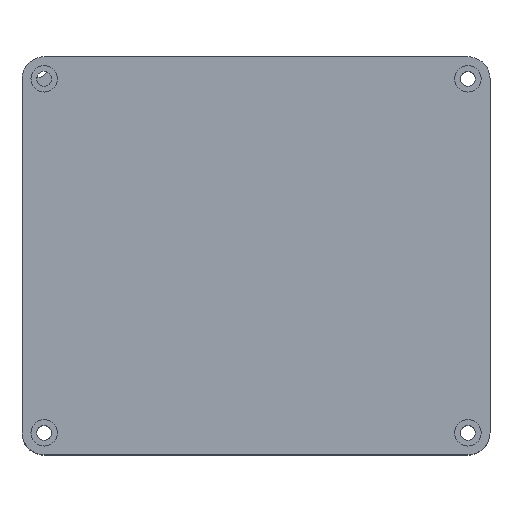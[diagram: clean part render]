
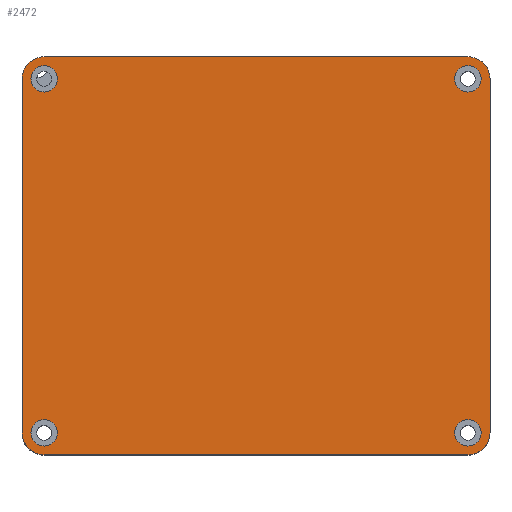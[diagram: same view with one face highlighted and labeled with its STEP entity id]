
A CAD part, front view. The second image highlights one B-rep face of the part: STEP entity #2472.
In plain terms, the highlighted planar face has unit normal (0, -1, 0).
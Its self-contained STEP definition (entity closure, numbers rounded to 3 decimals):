
#35=FACE_BOUND('',#304,.T.);
#36=FACE_BOUND('',#305,.T.);
#37=FACE_BOUND('',#306,.T.);
#38=FACE_BOUND('',#307,.T.);
#86=PLANE('',#2651);
#168=FACE_OUTER_BOUND('',#303,.T.);
#303=EDGE_LOOP('',(#1776,#1777,#1778,#1779,#1780,#1781,#1782,#1783));
#304=EDGE_LOOP('',(#1784));
#305=EDGE_LOOP('',(#1785));
#306=EDGE_LOOP('',(#1786));
#307=EDGE_LOOP('',(#1787));
#455=LINE('',#3623,#704);
#472=LINE('',#3672,#721);
#475=LINE('',#3681,#724);
#494=LINE('',#3737,#743);
#704=VECTOR('',#2874,10.);
#721=VECTOR('',#2913,10.);
#724=VECTOR('',#2922,10.);
#743=VECTOR('',#2987,10.);
#950=CIRCLE('',#2612,5.);
#958=CIRCLE('',#2623,5.);
#959=CIRCLE('',#2626,5.);
#960=CIRCLE('',#2629,5.);
#962=CIRCLE('',#2639,3.);
#964=CIRCLE('',#2642,3.);
#966=CIRCLE('',#2645,3.);
#968=CIRCLE('',#2648,3.);
#1065=VERTEX_POINT('',#3613);
#1066=VERTEX_POINT('',#3615);
#1068=VERTEX_POINT('',#3621);
#1086=VERTEX_POINT('',#3661);
#1089=VERTEX_POINT('',#3670);
#1090=VERTEX_POINT('',#3674);
#1091=VERTEX_POINT('',#3676);
#1092=VERTEX_POINT('',#3680);
#1100=VERTEX_POINT('',#3714);
#1102=VERTEX_POINT('',#3720);
#1104=VERTEX_POINT('',#3726);
#1106=VERTEX_POINT('',#3732);
#1307=EDGE_CURVE('',#1065,#1066,#950,.T.);
#1311=EDGE_CURVE('',#1068,#1065,#455,.T.);
#1331=EDGE_CURVE('',#1086,#1068,#958,.T.);
#1336=EDGE_CURVE('',#1089,#1086,#472,.T.);
#1338=EDGE_CURVE('',#1090,#1091,#959,.T.);
#1340=EDGE_CURVE('',#1091,#1092,#475,.T.);
#1342=EDGE_CURVE('',#1092,#1089,#960,.T.);
#1358=EDGE_CURVE('',#1100,#1100,#962,.T.);
#1361=EDGE_CURVE('',#1102,#1102,#964,.T.);
#1364=EDGE_CURVE('',#1104,#1104,#966,.T.);
#1367=EDGE_CURVE('',#1106,#1106,#968,.T.);
#1368=EDGE_CURVE('',#1066,#1090,#494,.T.);
#1776=ORIENTED_EDGE('',*,*,#1307,.F.);
#1777=ORIENTED_EDGE('',*,*,#1311,.F.);
#1778=ORIENTED_EDGE('',*,*,#1331,.F.);
#1779=ORIENTED_EDGE('',*,*,#1336,.F.);
#1780=ORIENTED_EDGE('',*,*,#1342,.F.);
#1781=ORIENTED_EDGE('',*,*,#1340,.F.);
#1782=ORIENTED_EDGE('',*,*,#1338,.F.);
#1783=ORIENTED_EDGE('',*,*,#1368,.F.);
#1784=ORIENTED_EDGE('',*,*,#1367,.F.);
#1785=ORIENTED_EDGE('',*,*,#1361,.F.);
#1786=ORIENTED_EDGE('',*,*,#1358,.F.);
#1787=ORIENTED_EDGE('',*,*,#1364,.F.);
#2472=ADVANCED_FACE('',(#168,#35,#36,#37,#38),#86,.F.);
#2612=AXIS2_PLACEMENT_3D('',#3616,#2867,#2868);
#2623=AXIS2_PLACEMENT_3D('',#3663,#2905,#2906);
#2626=AXIS2_PLACEMENT_3D('',#3677,#2917,#2918);
#2629=AXIS2_PLACEMENT_3D('',#3684,#2926,#2927);
#2639=AXIS2_PLACEMENT_3D('',#3716,#2960,#2961);
#2642=AXIS2_PLACEMENT_3D('',#3722,#2967,#2968);
#2645=AXIS2_PLACEMENT_3D('',#3728,#2974,#2975);
#2648=AXIS2_PLACEMENT_3D('',#3734,#2981,#2982);
#2651=AXIS2_PLACEMENT_3D('',#3738,#2988,#2989);
#2867=DIRECTION('center_axis',(0.,1.,0.));
#2868=DIRECTION('ref_axis',(0.707,0.,-0.707));
#2874=DIRECTION('',(0.,0.,-1.));
#2905=DIRECTION('center_axis',(0.,1.,0.));
#2906=DIRECTION('ref_axis',(0.707,0.,0.707));
#2913=DIRECTION('',(1.,0.,0.));
#2917=DIRECTION('center_axis',(0.,1.,0.));
#2918=DIRECTION('ref_axis',(-0.707,0.,-0.707));
#2922=DIRECTION('',(0.,0.,1.));
#2926=DIRECTION('center_axis',(0.,1.,0.));
#2927=DIRECTION('ref_axis',(-0.707,0.,0.707));
#2960=DIRECTION('center_axis',(0.,-1.,0.));
#2961=DIRECTION('ref_axis',(1.,0.,0.));
#2967=DIRECTION('center_axis',(0.,-1.,0.));
#2968=DIRECTION('ref_axis',(1.,0.,0.));
#2974=DIRECTION('center_axis',(0.,-1.,0.));
#2975=DIRECTION('ref_axis',(1.,0.,0.));
#2981=DIRECTION('center_axis',(0.,-1.,0.));
#2982=DIRECTION('ref_axis',(1.,0.,0.));
#2987=DIRECTION('',(-1.,0.,0.));
#2988=DIRECTION('center_axis',(0.,1.,0.));
#2989=DIRECTION('ref_axis',(1.,0.,0.));
#3613=CARTESIAN_POINT('',(59.5,0.,-53.5));
#3615=CARTESIAN_POINT('',(54.5,0.,-58.5));
#3616=CARTESIAN_POINT('Origin',(54.5,0.,-53.5));
#3621=CARTESIAN_POINT('',(59.5,0.,26.51));
#3623=CARTESIAN_POINT('',(59.5,0.,31.51));
#3661=CARTESIAN_POINT('',(54.5,0.,31.51));
#3663=CARTESIAN_POINT('Origin',(54.5,0.,26.51));
#3670=CARTESIAN_POINT('',(-41.25,0.,31.51));
#3672=CARTESIAN_POINT('',(-46.25,0.,31.51));
#3674=CARTESIAN_POINT('',(-41.25,0.,-58.5));
#3676=CARTESIAN_POINT('',(-46.25,0.,-53.5));
#3677=CARTESIAN_POINT('Origin',(-41.25,0.,-53.5));
#3680=CARTESIAN_POINT('',(-46.25,0.,26.51));
#3681=CARTESIAN_POINT('',(-46.25,0.,-58.5));
#3684=CARTESIAN_POINT('Origin',(-41.25,0.,26.51));
#3714=CARTESIAN_POINT('',(51.5,0.,26.51));
#3716=CARTESIAN_POINT('Origin',(54.5,0.,26.51));
#3720=CARTESIAN_POINT('',(51.5,0.,-53.5));
#3722=CARTESIAN_POINT('Origin',(54.5,0.,-53.5));
#3726=CARTESIAN_POINT('',(-44.25,0.,-53.5));
#3728=CARTESIAN_POINT('Origin',(-41.25,0.,-53.5));
#3732=CARTESIAN_POINT('',(-44.25,0.,26.51));
#3734=CARTESIAN_POINT('Origin',(-41.25,0.,26.51));
#3737=CARTESIAN_POINT('',(59.5,0.,-58.5));
#3738=CARTESIAN_POINT('Origin',(6.625,0.,-13.495));
